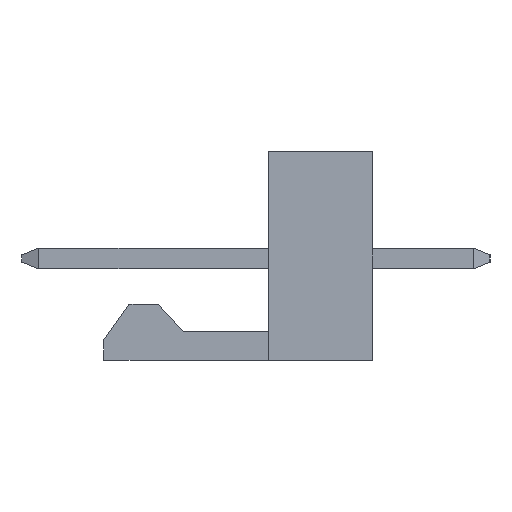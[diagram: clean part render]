
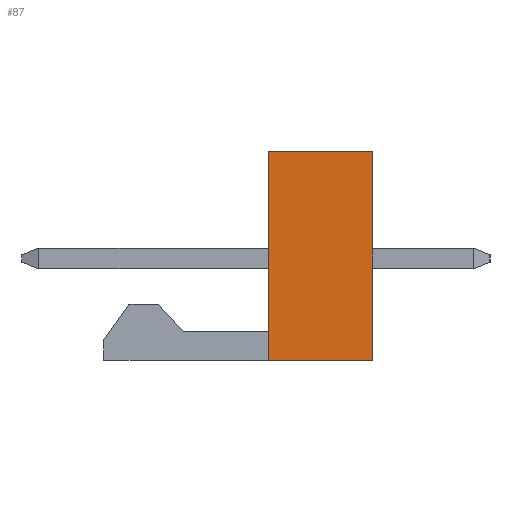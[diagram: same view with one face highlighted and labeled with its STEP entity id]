
A CAD part, left-side view. The second image highlights one B-rep face of the part: STEP entity #87.
In plain terms, the highlighted planar face has unit normal (-1, 0, 0).
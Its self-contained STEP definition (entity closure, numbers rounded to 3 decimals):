
#87=ADVANCED_FACE('',(#531),#532,.F.);
#531=FACE_OUTER_BOUND('',#1417,.T.);
#532=PLANE('',#1418);
#1417=EDGE_LOOP('',(#2303,#2304,#2305,#2306));
#1418=AXIS2_PLACEMENT_3D('',#2307,#2308,#2309);
#2303=ORIENTED_EDGE('',*,*,#5530,.F.);
#2304=ORIENTED_EDGE('',*,*,#5531,.F.);
#2305=ORIENTED_EDGE('',*,*,#5532,.F.);
#2306=ORIENTED_EDGE('',*,*,#5533,.F.);
#2307=CARTESIAN_POINT('',(-21.514,0.0,0.0));
#2308=DIRECTION('',(1.0,0.0,0.0));
#2309=DIRECTION('',(0.0,1.0,0.0));
#5530=EDGE_CURVE('',#6615,#6616,#6617,.T.);
#5531=EDGE_CURVE('',#6618,#6615,#6619,.T.);
#5532=EDGE_CURVE('',#6620,#6618,#6621,.T.);
#5533=EDGE_CURVE('',#6616,#6620,#6622,.T.);
#6615=VERTEX_POINT('',#8208);
#6616=VERTEX_POINT('',#8209);
#6617=LINE('',#8210,#8211);
#6618=VERTEX_POINT('',#8212);
#6619=LINE('',#8213,#8214);
#6620=VERTEX_POINT('',#8215);
#6621=LINE('',#8216,#8217);
#6622=LINE('',#8218,#8219);
#8208=CARTESIAN_POINT('',(-21.514,1.588,-3.099));
#8209=CARTESIAN_POINT('',(-21.514,1.588,3.251));
#8210=CARTESIAN_POINT('',(-21.514,1.588,-3.099));
#8211=VECTOR('',#10784,6.35);
#8212=CARTESIAN_POINT('',(-21.514,-1.588,-3.099));
#8213=CARTESIAN_POINT('',(-21.514,-1.588,-3.099));
#8214=VECTOR('',#10785,3.175);
#8215=CARTESIAN_POINT('',(-21.514,-1.588,3.251));
#8216=CARTESIAN_POINT('',(-21.514,-1.588,3.251));
#8217=VECTOR('',#10786,6.35);
#8218=CARTESIAN_POINT('',(-21.514,1.588,3.251));
#8219=VECTOR('',#10787,3.175);
#10784=DIRECTION('',(0.0,0.0,1.0));
#10785=DIRECTION('',(0.0,1.0,0.0));
#10786=DIRECTION('',(0.0,0.0,-1.0));
#10787=DIRECTION('',(0.0,-1.0,0.0));
